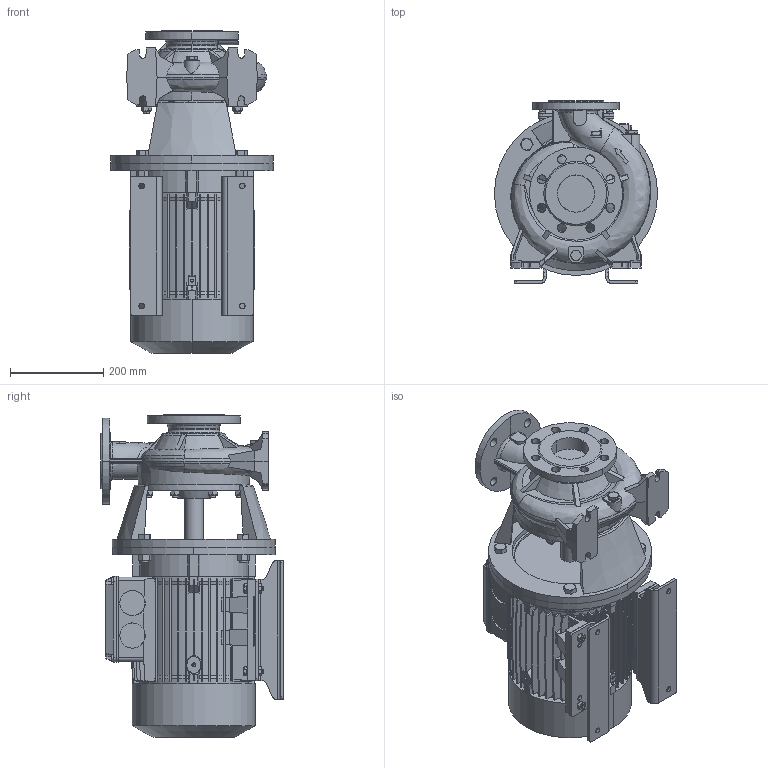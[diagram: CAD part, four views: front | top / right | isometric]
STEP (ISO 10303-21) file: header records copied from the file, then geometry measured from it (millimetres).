
FILE_DESCRIPTION (( 'STEP AP214' ), '1' );
FILE_NAME ('4.93.603.37swa01.step', '2022-12-13T09:47:33', ( '' ), ( '' ), 'SwSTEP 2.0', 'SolidWorks 2020', '' );
FILE_SCHEMA (( 'AUTOMOTIVE_DESIGN' ));
Length unit declared in the file: millimetre
Products named in the file (6): 10008962swa01_M132S; 10007670swn00_M32x1.5; 10007568swp00_M132 B5-De350; 4.93.603.37swa01; Copia di 4_93_603_37_REV00^4.93.603.37swa01; 10008958swp01_132S-R3
Assembly tree (6 placements, depth 3):
  4.93.603.37swa01
    Copia di 4_93_603_37_REV00^4.93.603.37swa01
    10008962swa01_M132S
      10007568swp00_M132 B5-De350
      10008958swp01_132S-R3
      10007670swn00_M32x1.5  x2
Bounding box: 350.59 x 392 x 694 mm (x, y, z)
Volume: 32039306.5 mm3; surface area: 2127888.1 mm2
Topology: 34 solids, 34 shells, 2373 faces, 6235 edges, 4033 vertices
Faces by surface type: plane 1299, cone 474, cylinder 371, bspline 214, torus 15
Entity records: 135046 total; most frequent: CARTESIAN_POINT 80847, ORIENTED_EDGE 12120, DIRECTION 9398, EDGE_CURVE 6060, VERTEX_POINT 3935, LINE 3162, VECTOR 3162, AXIS2_PLACEMENT_3D 3118
